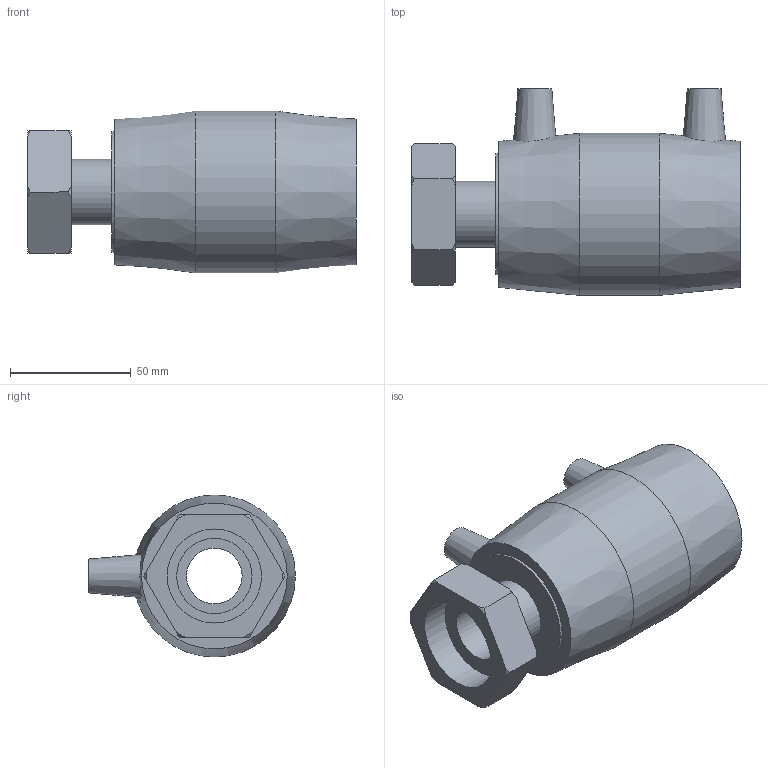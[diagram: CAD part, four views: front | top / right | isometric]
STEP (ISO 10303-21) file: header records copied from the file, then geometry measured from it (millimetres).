
FILE_DESCRIPTION(/* description */ ('PLASSON FEMALE FREE NUT TRANSITION COUPLER 50- 1¼'''''),/* implementation_level */ '2;1');
FILE_NAME(/* name */ '494104050013.ipt.stp',/* time_stamp */ '2018-04-26T12:06:35+03:00',/* author */ ('KIM'),/* organization */ (''),/* preprocessor_version */ 'ST-DEVELOPER v15.6',/* originating_system */ 'Autodesk Inventor 2015',/* authorisation */ '');
FILE_SCHEMA (('AUTOMOTIVE_DESIGN { 1 0 10303 214 3 1 1 }'));
Length unit declared in the file: millimetre
Products named in the file (1): 494104050013
Bounding box: 136 x 85.5 x 67 mm (x, y, z)
Volume: 245420 mm3; surface area: 53678.2 mm2
Topology: 1 solids, 2 shells, 54 faces, 117 edges, 77 vertices
Faces by surface type: plane 22, cone 19, cylinder 13
Full cylindrical faces by diameter (mm): 4 x2, 10 x2, 23 x1, 27.266 x1, 31.162 x1, 38.952 x1, 50 x4, 67 x1
Entity records: 1386 total; most frequent: CARTESIAN_POINT 329, DIRECTION 218, ORIENTED_EDGE 178, AXIS2_PLACEMENT_3D 100, EDGE_LOOP 90, EDGE_CURVE 89, VERTEX_POINT 71, FACE_OUTER_BOUND 54
